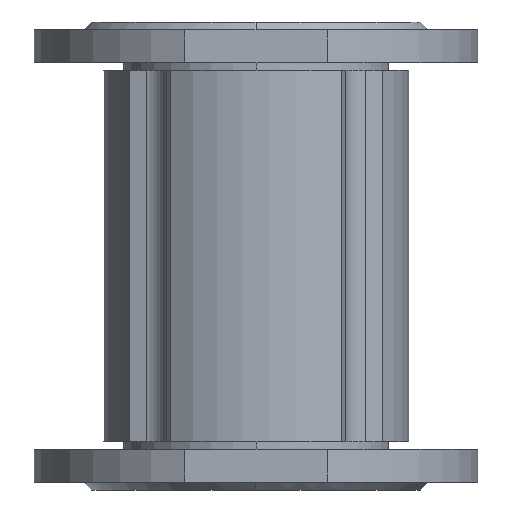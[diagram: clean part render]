
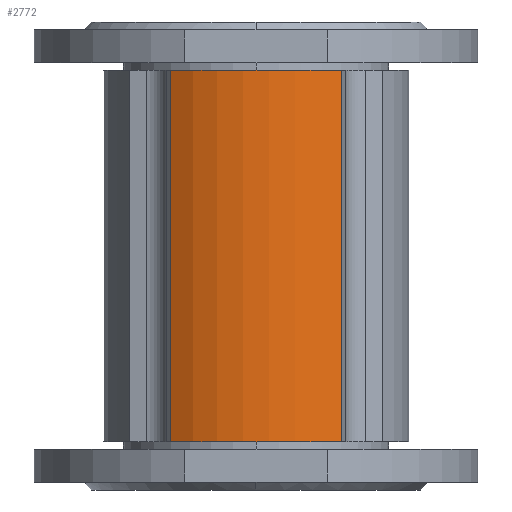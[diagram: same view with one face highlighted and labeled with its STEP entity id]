
A CAD part, front view. The second image highlights one B-rep face of the part: STEP entity #2772.
In plain terms, the highlighted cylindrical face has radius 98 mm (diameter 196 mm), a partial arc.
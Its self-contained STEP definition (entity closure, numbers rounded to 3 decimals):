
#205 = ORIENTED_EDGE ( 'NONE', *, *, #2239, .F. ) ;
#260 = VERTEX_POINT ( 'NONE', #2621 ) ;
#365 = EDGE_LOOP ( 'NONE', ( #1808, #205, #6233, #4807 ) ) ;
#596 = AXIS2_PLACEMENT_3D ( 'NONE', #5072, #3111, #5637 ) ;
#718 = CIRCLE ( 'NONE', #4442, 98. ) ;
#1383 = CARTESIAN_POINT ( 'NONE',  ( 55.055, -81.074, -119. ) ) ;
#1450 = CIRCLE ( 'NONE', #4635, 98. ) ;
#1526 = DIRECTION ( 'NONE',  ( 0., 0., -1. ) ) ;
#1531 = VERTEX_POINT ( 'NONE', #5879 ) ;
#1808 = ORIENTED_EDGE ( 'NONE', *, *, #4829, .T. ) ;
#2239 = EDGE_CURVE ( 'NONE', #4392, #4882, #4090, .T. ) ;
#2310 = VECTOR ( 'NONE', #5439, 1000. ) ;
#2384 = LINE ( 'NONE', #1383, #2310 ) ;
#2565 = CARTESIAN_POINT ( 'NONE',  ( -55.055, -81.074, -119. ) ) ;
#2621 = CARTESIAN_POINT ( 'NONE',  ( 55.055, -81.074, -119. ) ) ;
#2772 = ADVANCED_FACE ( 'NONE', ( #3144 ), #3611, .T. ) ;
#2808 = DIRECTION ( 'NONE',  ( 1., 0., 0. ) ) ;
#2970 = EDGE_CURVE ( 'NONE', #260, #4392, #1450, .T. ) ;
#2992 = CARTESIAN_POINT ( 'NONE',  ( 0., 0., 119. ) ) ;
#3111 = DIRECTION ( 'NONE',  ( 0., 0., 1. ) ) ;
#3122 = DIRECTION ( 'NONE',  ( 0., 0., 1. ) ) ;
#3144 = FACE_OUTER_BOUND ( 'NONE', #365, .T. ) ;
#3611 = CYLINDRICAL_SURFACE ( 'NONE', #596, 98. ) ;
#3679 = VECTOR ( 'NONE', #3122, 1000. ) ;
#4090 = LINE ( 'NONE', #2565, #3679 ) ;
#4366 = CARTESIAN_POINT ( 'NONE',  ( -55.055, -81.074, -119. ) ) ;
#4392 = VERTEX_POINT ( 'NONE', #4366 ) ;
#4442 = AXIS2_PLACEMENT_3D ( 'NONE', #2992, #1526, #5085 ) ;
#4635 = AXIS2_PLACEMENT_3D ( 'NONE', #6330, #6271, #2808 ) ;
#4807 = ORIENTED_EDGE ( 'NONE', *, *, #4987, .T. ) ;
#4829 = EDGE_CURVE ( 'NONE', #1531, #4882, #718, .T. ) ;
#4882 = VERTEX_POINT ( 'NONE', #6548 ) ;
#4987 = EDGE_CURVE ( 'NONE', #260, #1531, #2384, .T. ) ;
#5072 = CARTESIAN_POINT ( 'NONE',  ( 0., 0., -119. ) ) ;
#5085 = DIRECTION ( 'NONE',  ( 1., 0., 0. ) ) ;
#5439 = DIRECTION ( 'NONE',  ( 0., 0., 1. ) ) ;
#5637 = DIRECTION ( 'NONE',  ( 1., 0., 0. ) ) ;
#5879 = CARTESIAN_POINT ( 'NONE',  ( 55.055, -81.074, 119. ) ) ;
#6233 = ORIENTED_EDGE ( 'NONE', *, *, #2970, .F. ) ;
#6271 = DIRECTION ( 'NONE',  ( 0., 0., -1. ) ) ;
#6330 = CARTESIAN_POINT ( 'NONE',  ( 0., 0., -119. ) ) ;
#6548 = CARTESIAN_POINT ( 'NONE',  ( -55.055, -81.074, 119. ) ) ;
